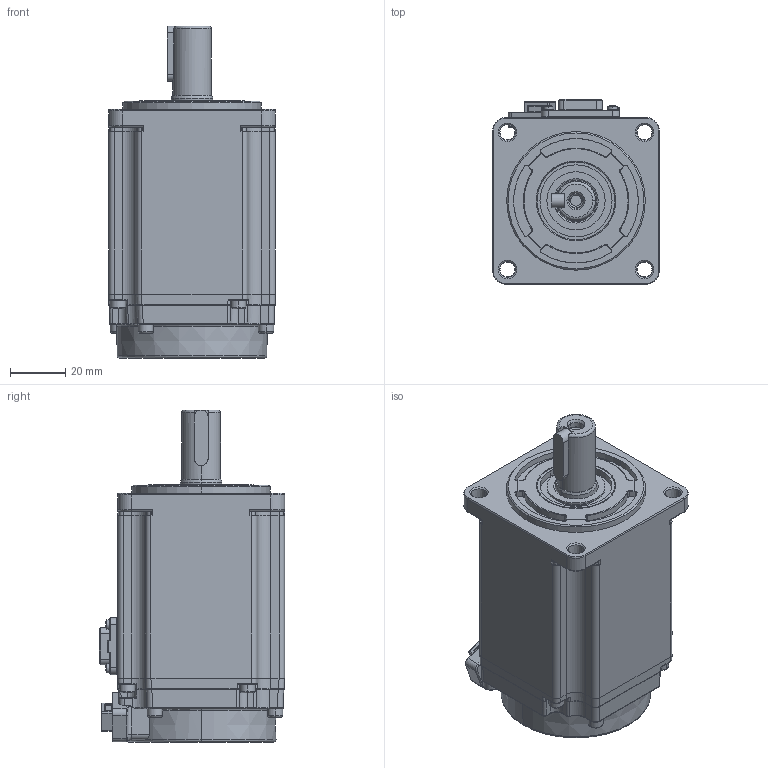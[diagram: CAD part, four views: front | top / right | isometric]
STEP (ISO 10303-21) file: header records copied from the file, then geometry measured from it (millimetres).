
FILE_DESCRIPTION (( 'STEP AP203' ), '1' );
FILE_NAME ('G3系列60ST-400W电机三维图-三竹插拔头.STEP', '2023-09-27T05:27:30', ( '微软用户' ), ( '微软中国' ), 'SwSTEP 2.0', 'SolidWorks 2016', '' );
FILE_SCHEMA (( 'CONFIG_CONTROL_DESIGN' ));
Products named in the file (1): G3系列60ST-400W电机三维图-三竹插拔头
Bounding box: 60.2 x 66.8 x 119.8 mm (x, y, z)
Surface area: 74250.5 mm2 (no closed solid volume)
Topology: 0 solids, 20 shells, 3424 faces, 8849 edges, 5607 vertices
Faces by surface type: plane 1839, cylinder 714, bspline 413, cone 352, torus 98, sphere 8
Entity records: 114739 total; most frequent: CARTESIAN_POINT 33247, ORIENTED_EDGE 17628, DIRECTION 16037, EDGE_CURVE 8828, VERTEX_POINT 5607, VECTOR 5477, LINE 5477, AXIS2_PLACEMENT_3D 5280
